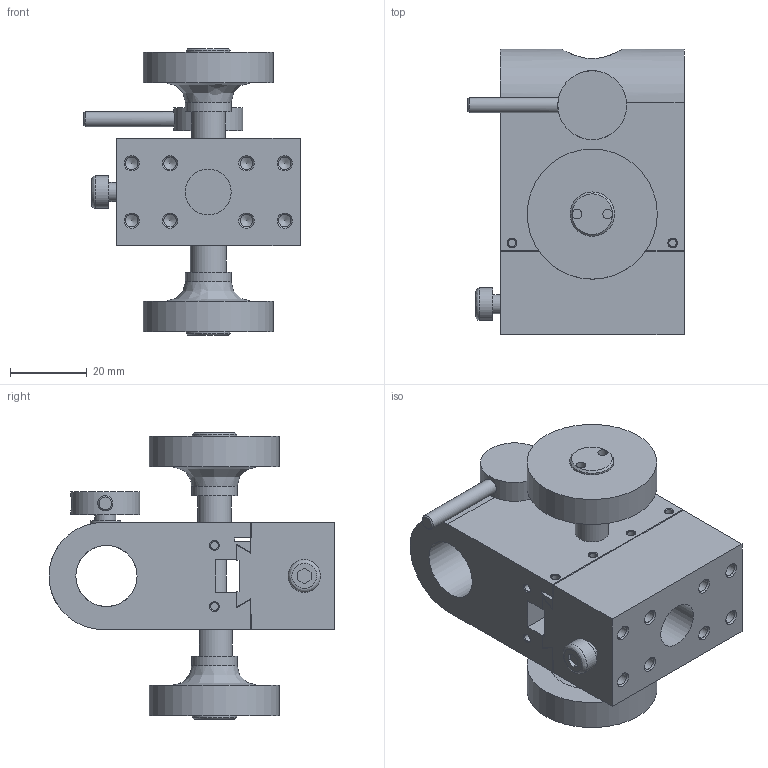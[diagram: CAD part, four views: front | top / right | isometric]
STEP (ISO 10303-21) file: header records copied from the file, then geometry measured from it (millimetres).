
FILE_DESCRIPTION (( 'STEP AP203' ), '1' );
FILE_NAME ('528714.STEP', '2024-10-14T06:35:20', ( 'Windows User' ), ( 'P R C' ), 'SwSTEP 2.0', 'SolidWorks 2020', '' );
FILE_SCHEMA (( 'CONFIG_CONTROL_DESIGN' ));
Length unit declared in the file: millimetre
Products named in the file (1): 528714
Bounding box: 56.5 x 74.7 x 75 mm (x, y, z)
Volume: 97303.6 mm3; surface area: 30929.8 mm2
Topology: 2 solids, 2 shells, 163 faces, 381 edges, 246 vertices
Faces by surface type: plane 72, cylinder 48, cone 39, bspline 3, torus 1
Full cylindrical faces by diameter (mm): 2.013 x8, 2.5 x4, 3.242 x9, 4 x3, 5 x1, 5.5 x1, 6.3 x1, 6.8 x1, 7 x2, 8 x1, 8.5 x2, 8.8 x1, 11.6 x2, 12 x3, 16 x4, 18 x1, 34 x2
Entity records: 5092 total; most frequent: CARTESIAN_POINT 1802, DIRECTION 679, ORIENTED_EDGE 510, EDGE_LOOP 292, AXIS2_PLACEMENT_3D 282, EDGE_CURVE 255, FACE_OUTER_BOUND 212, VERTEX_POINT 209
